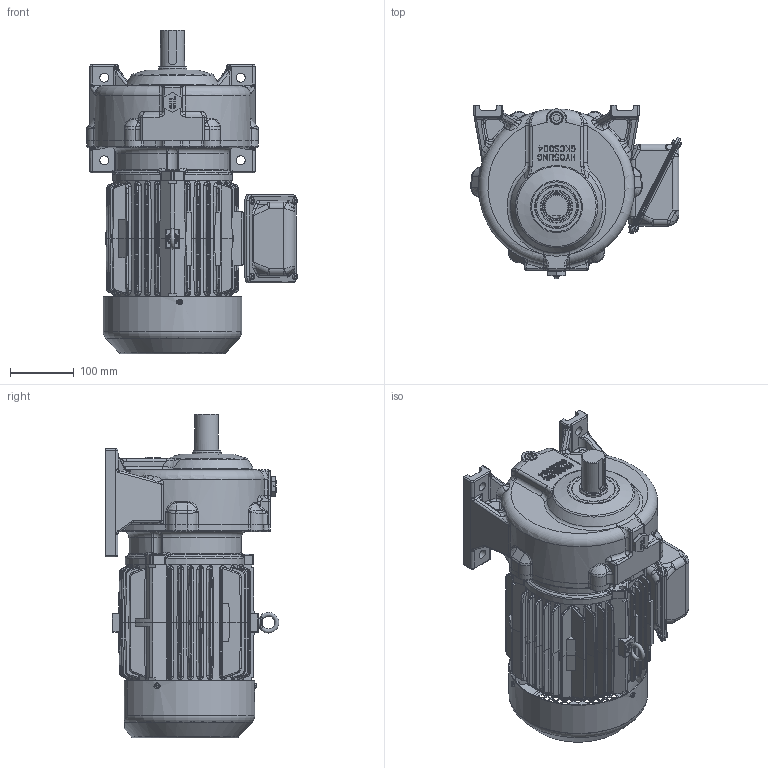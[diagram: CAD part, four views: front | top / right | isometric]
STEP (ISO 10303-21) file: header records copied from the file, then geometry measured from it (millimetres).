
FILE_DESCRIPTION(/* description */ ('Unknown'),/* implementation_level */ '2;1');
FILE_NAME(/* name */ 'EK2DO07110_RPH_2.2KW_R5_CUSTOMER',/* time_stamp */ '2019-08-02T16:40:28+09:00',/* author */ ('Unknown'),/* organization */ ('Unknown'),/* preprocessor_version */ 'ST-DEVELOPER v16.7',/* originating_system */ 'DEX',/* authorisation */ $);
FILE_SCHEMA (('AUTOMOTIVE_DESIGN {1 0 10303 214 3 1 1}'));
Length unit declared in the file: millimetre
Products named in the file (20): EK2DO07110_RPH_2.2KW_R5_CUSTOMER; DKA0100586_DGKCS003_Casing_mbs_KMJ_CUSTOMER; DKA0700400_DGKDS003; DKA0800189_DGKCS017_CUSTOMER; 4-2 FR.100L_Round Frame_CUSTOMER; 1-2 Round Frame + 嬴檜; FR.100L_ROUND_DMA0300846; M8_嬴檜; 2-1 �ݺ��� �����+��켓+후드+볼트; DSMW10384_饶3; M5x8_饶靛; 3-1 FR.100~132 繹っ 欽; DSMW10140_欽濠4; DSMW10141_ī1; 陛蝶鰍_; ~FR.132 炼赋杭飘柬姼_旎る矂; Oil Seal(45x68x12); Socket Plug Conical Hole Thread R 1-2 DIN 906(Screw Plug Conical Hole
 Thread R 1-2 DIN 906); 1in BSP Tank Plug_5530
Assembly tree (24 placements, depth 4):
  EK2DO07110_RPH_2.2KW_R5_CUSTOMER
    DKA0100586_DGKCS003_Casing_mbs_KMJ_CUSTOMER
    DKA0700400_DGKDS003
    DKA0800189_DGKCS017_CUSTOMER
    4-2 FR.100L_Round Frame_CUSTOMER
      1-2 Round Frame + 嬴檜
        FR.100L_ROUND_DMA0300846
        M8_嬴檜
      2-1 �ݺ��� �����+��켓+후드+볼트
        DSMW10384_饶3
        M5x8_饶靛  x3
      3-1 FR.100~132 繹っ 欽
        DSMW10140_欽濠4
        DSMW10141_ī1
        陛蝶鰍_
        ~FR.132 炼赋杭飘柬姼_旎る矂  x4
        陛蝶鰍_
    Oil Seal(45x68x12)
    Socket Plug Conical Hole Thread R 1-2 DIN 906(Screw Plug Conical Hole
 Thread R 1-2 DIN 906)
    1in BSP Tank Plug_5530
Bounding box: 331.42 x 273.26 x 510 mm (x, y, z)
Volume: 14434968.9 mm3; surface area: 1079111.7 mm2
Topology: 20 solids, 20 shells, 4077 faces, 10716 edges, 6670 vertices
Faces by surface type: cylinder 1476, plane 1442, bspline 848, torus 185, cone 85, sphere 41
Full cylindrical faces by diameter (mm): 1.5 x1, 4.917 x8, 5 x7, 6 x6, 6.647 x14, 7 x12, 8 x9, 8.376 x12, 9 x10, 10 x1, 10.5 x4, 14 x4, 16 x1, 18 x2, 26 x1, 30 x1, 38 x1, 40 x1, 42 x1, 45 x1, 49.8 x1, 64 x1, 68 x2, 182 x2
Entity records: 134750 total; most frequent: CARTESIAN_POINT 40796, ORIENTED_EDGE 20118, DIRECTION 18528, EDGE_CURVE 10059, AXIS2_PLACEMENT_3D 6897, VERTEX_POINT 6391, LINE 4734, VECTOR 4734
